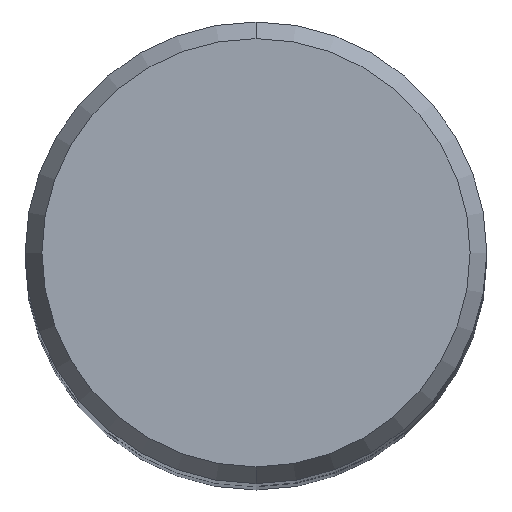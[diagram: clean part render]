
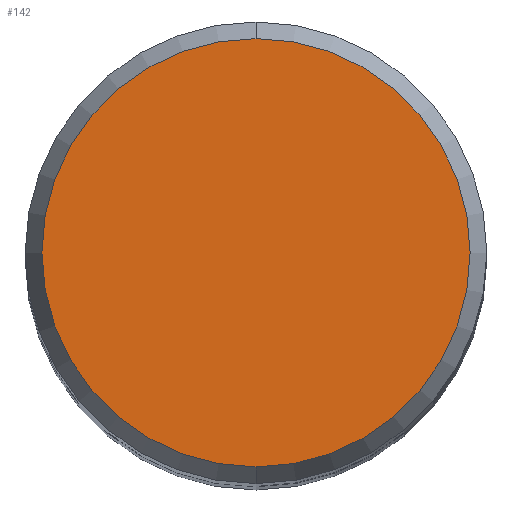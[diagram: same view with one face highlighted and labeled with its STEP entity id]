
A CAD part, top view. The second image highlights one B-rep face of the part: STEP entity #142.
In plain terms, the highlighted planar face has unit normal (0, 0, 1).
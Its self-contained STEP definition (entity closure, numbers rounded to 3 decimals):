
#98=EDGE_CURVE('',#130,#172,#220,.T.);
#130=VERTEX_POINT('',#254);
#136=EDGE_CURVE('',#172,#130,#261,.T.);
#142=ADVANCED_FACE('',(#267),#268,.T.);
#172=VERTEX_POINT('',#304);
#220=CIRCLE('',#354,5.892);
#254=CARTESIAN_POINT('',(0.,-5.892,0.01));
#261=CIRCLE('',#405,5.892);
#267=FACE_OUTER_BOUND('',#411,.T.);
#268=PLANE('',#412);
#304=CARTESIAN_POINT('',(0.0,5.892,0.01));
#354=AXIS2_PLACEMENT_3D('',#492,#493,#494);
#405=AXIS2_PLACEMENT_3D('',#536,#537,#538);
#411=EDGE_LOOP('',(#544,#545));
#412=AXIS2_PLACEMENT_3D('',#546,#547,#548);
#492=CARTESIAN_POINT('',(0.0,0.0,0.01));
#493=DIRECTION('',(0.0,0.0,-1.0));
#494=DIRECTION('',(0.0,1.0,0.0));
#536=CARTESIAN_POINT('',(0.0,0.0,0.01));
#537=DIRECTION('',(0.0,0.0,-1.0));
#538=DIRECTION('',(0.0,1.0,0.0));
#544=ORIENTED_EDGE('',*,*,#136,.F.);
#545=ORIENTED_EDGE('',*,*,#98,.F.);
#546=CARTESIAN_POINT('',(0.0,2.946,0.01));
#547=DIRECTION('',(-0.0,0.0,1.0));
#548=DIRECTION('',(0.0,-1.0,0.0));
